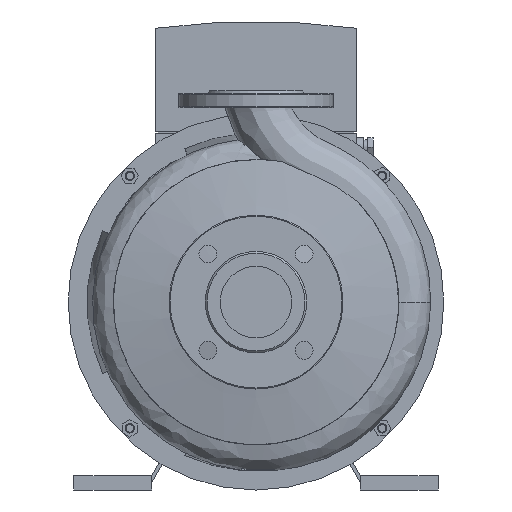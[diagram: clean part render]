
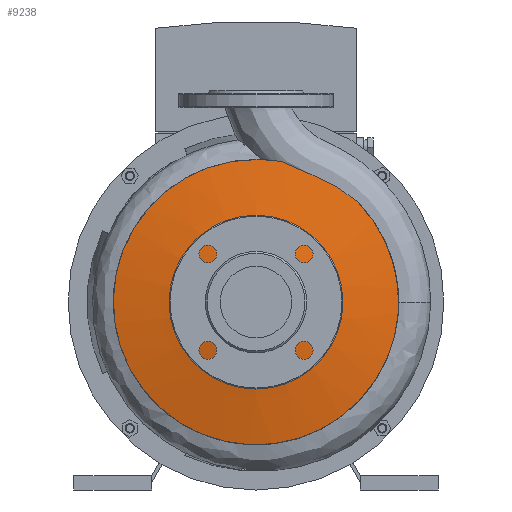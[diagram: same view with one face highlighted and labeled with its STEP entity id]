
A CAD part, left-side view. The second image highlights one B-rep face of the part: STEP entity #9238.
In plain terms, the highlighted conical face has half-angle 79.598 degrees and reference radius 102.465 mm.
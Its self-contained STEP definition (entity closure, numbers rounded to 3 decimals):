
#40=CONICAL_SURFACE('',#10130,102.465,1.389);
#344=FACE_BOUND('',#2211,.T.);
#730=CIRCLE('',#10131,151.88);
#731=CIRCLE('',#10132,53.05);
#1562=FACE_OUTER_BOUND('',#2210,.T.);
#2210=EDGE_LOOP('',(#8520,#8521));
#2211=EDGE_LOOP('',(#8522));
#2316=B_SPLINE_CURVE_WITH_KNOTS('',3,(#18657,#18658,#18659,#18660,#18661,
#18662,#18663,#18664,#18665,#18666,#18667,#18668,#18669,#18670,#18671,#18672,
#18673,#18674,#18675,#18676,#18677,#18678,#18679,#18680,#18681,#18682,#18683,
#18684,#18685,#18686,#18687,#18688,#18689,#18690,#18691,#18692,#18693,#18694,
#18695,#18696,#18697,#18698,#18699),.UNSPECIFIED.,.F.,.F.,(4,3,3,3,3,3,
3,3,3,3,3,3,3,3,4),(5.515,5.523,5.525,
5.528,5.534,5.538,5.542,5.542,
5.543,5.545,5.548,5.549,5.549,
5.554,5.558),.UNSPECIFIED.);
#4743=VERTEX_POINT('',#18642);
#4744=VERTEX_POINT('',#18656);
#4754=VERTEX_POINT('',#18787);
#6007=EDGE_CURVE('',#4744,#4743,#2316,.T.);
#6023=EDGE_CURVE('',#4743,#4744,#730,.T.);
#6024=EDGE_CURVE('',#4754,#4754,#731,.T.);
#8520=ORIENTED_EDGE('',*,*,#6007,.T.);
#8521=ORIENTED_EDGE('',*,*,#6023,.T.);
#8522=ORIENTED_EDGE('',*,*,#6024,.F.);
#9238=ADVANCED_FACE('',(#1562,#344),#40,.T.);
#10130=AXIS2_PLACEMENT_3D('',#18785,#12652,#12653);
#10131=AXIS2_PLACEMENT_3D('',#18786,#12654,#12655);
#10132=AXIS2_PLACEMENT_3D('',#18788,#12656,#12657);
#12652=DIRECTION('center_axis',(1.,0.,0.));
#12653=DIRECTION('ref_axis',(0.,0.,1.));
#12654=DIRECTION('center_axis',(-1.,0.,0.));
#12655=DIRECTION('ref_axis',(0.,0.,1.));
#12656=DIRECTION('center_axis',(-1.,0.,0.));
#12657=DIRECTION('ref_axis',(0.,0.,1.));
#18642=CARTESIAN_POINT('',(-31.857,-28.393,349.202));
#18656=CARTESIAN_POINT('',(-31.857,-107.868,306.921));
#18657=CARTESIAN_POINT('Ctrl Pts',(-31.857,-107.868,306.921));
#18658=CARTESIAN_POINT('Ctrl Pts',(-31.918,-104.648,309.7));
#18659=CARTESIAN_POINT('Ctrl Pts',(-31.98,-101.202,
312.445));
#18660=CARTESIAN_POINT('Ctrl Pts',(-32.043,-97.517,
315.115));
#18661=CARTESIAN_POINT('Ctrl Pts',(-32.066,-96.161,
316.098));
#18662=CARTESIAN_POINT('Ctrl Pts',(-32.09,-94.772,317.07));
#18663=CARTESIAN_POINT('Ctrl Pts',(-32.113,-93.351,
318.031));
#18664=CARTESIAN_POINT('Ctrl Pts',(-32.135,-92.018,
318.931));
#18665=CARTESIAN_POINT('Ctrl Pts',(-32.158,-90.652,
319.823));
#18666=CARTESIAN_POINT('Ctrl Pts',(-32.18,-89.277,
320.69));
#18667=CARTESIAN_POINT('Ctrl Pts',(-32.233,-85.961,
322.781));
#18668=CARTESIAN_POINT('Ctrl Pts',(-32.286,-82.568,
324.744));
#18669=CARTESIAN_POINT('Ctrl Pts',(-32.338,-79.101,326.578));
#18670=CARTESIAN_POINT('Ctrl Pts',(-32.374,-76.66,
327.87));
#18671=CARTESIAN_POINT('Ctrl Pts',(-32.41,-74.189,329.094));
#18672=CARTESIAN_POINT('Ctrl Pts',(-32.445,-71.688,
330.252));
#18673=CARTESIAN_POINT('Ctrl Pts',(-32.471,-69.835,
331.111));
#18674=CARTESIAN_POINT('Ctrl Pts',(-32.497,-67.964,
331.934));
#18675=CARTESIAN_POINT('Ctrl Pts',(-32.522,-66.074,
332.723));
#18676=CARTESIAN_POINT('Ctrl Pts',(-32.528,-65.582,
332.928));
#18677=CARTESIAN_POINT('Ctrl Pts',(-32.534,-65.089,
333.131));
#18678=CARTESIAN_POINT('Ctrl Pts',(-32.541,-64.595,
333.332));
#18679=CARTESIAN_POINT('Ctrl Pts',(-32.545,-64.239,
333.476));
#18680=CARTESIAN_POINT('Ctrl Pts',(-32.55,-63.891,
333.616));
#18681=CARTESIAN_POINT('Ctrl Pts',(-32.554,-63.551,
333.751));
#18682=CARTESIAN_POINT('Ctrl Pts',(-32.567,-62.549,
334.15));
#18683=CARTESIAN_POINT('Ctrl Pts',(-32.579,-61.613,
334.512));
#18684=CARTESIAN_POINT('Ctrl Pts',(-32.591,-60.655,
334.873));
#18685=CARTESIAN_POINT('Ctrl Pts',(-32.612,-58.933,335.521));
#18686=CARTESIAN_POINT('Ctrl Pts',(-32.627,-57.154,336.199));
#18687=CARTESIAN_POINT('Ctrl Pts',(-32.63,-54.812,
337.119));
#18688=CARTESIAN_POINT('Ctrl Pts',(-32.631,-54.455,
337.259));
#18689=CARTESIAN_POINT('Ctrl Pts',(-32.631,-54.085,
337.404));
#18690=CARTESIAN_POINT('Ctrl Pts',(-32.63,-53.701,
337.556));
#18691=CARTESIAN_POINT('Ctrl Pts',(-32.63,-53.293,
337.718));
#18692=CARTESIAN_POINT('Ctrl Pts',(-32.629,-52.878,
337.883));
#18693=CARTESIAN_POINT('Ctrl Pts',(-32.628,-52.458,338.051));
#18694=CARTESIAN_POINT('Ctrl Pts',(-32.613,-48.059,339.81));
#18695=CARTESIAN_POINT('Ctrl Pts',(-32.536,-43.074,
341.897));
#18696=CARTESIAN_POINT('Ctrl Pts',(-32.338,-37.833,
344.385));
#18697=CARTESIAN_POINT('Ctrl Pts',(-32.222,-34.752,
345.848));
#18698=CARTESIAN_POINT('Ctrl Pts',(-32.063,-31.585,347.452));
#18699=CARTESIAN_POINT('Ctrl Pts',(-31.857,-28.393,349.202));
#18785=CARTESIAN_POINT('Origin',(-40.929,0.,200.));
#18786=CARTESIAN_POINT('Origin',(-31.857,0.,200.));
#18787=CARTESIAN_POINT('',(-50.,0.,253.05));
#18788=CARTESIAN_POINT('Origin',(-50.,0.,200.));
